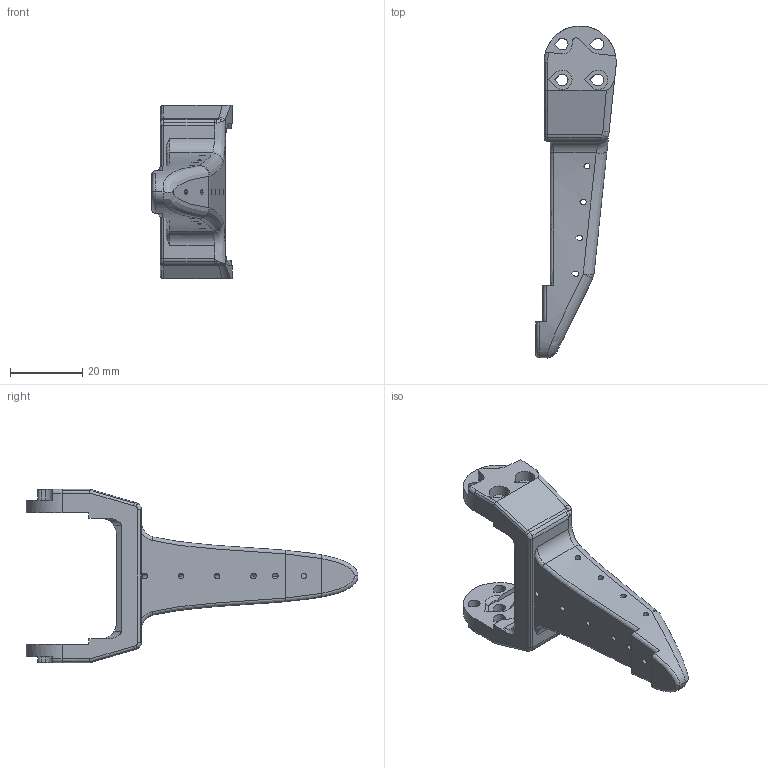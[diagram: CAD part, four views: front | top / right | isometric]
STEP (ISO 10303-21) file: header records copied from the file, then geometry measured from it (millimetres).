
FILE_DESCRIPTION (( 'STEP AP214' ), '1' );
FILE_NAME ('moving_jaw_so101.STEP', '2026-02-21T18:27:05', ( '' ), ( '' ), 'SwSTEP 2.0', 'SolidWorks 2024', '' );
FILE_SCHEMA (( 'AUTOMOTIVE_DESIGN' ));
Length unit declared in the file: millimetre
Products named in the file (1): moving_jaw_so101
Bounding box: 22.3 x 91.99 x 48 mm (x, y, z)
Volume: 20693.2 mm3; surface area: 8639.4 mm2
Topology: 1 solids, 2 shells, 227 faces, 607 edges, 390 vertices
Faces by surface type: cylinder 98, plane 91, bspline 26, torus 6, cone 4, sphere 2
Entity records: 9907 total; most frequent: CARTESIAN_POINT 4388, ORIENTED_EDGE 1214, DIRECTION 1053, EDGE_CURVE 607, VERTEX_POINT 390, AXIS2_PLACEMENT_3D 374, LINE 305, VECTOR 305
